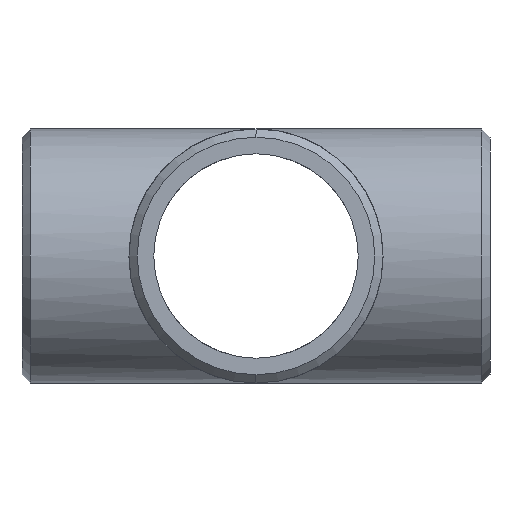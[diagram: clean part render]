
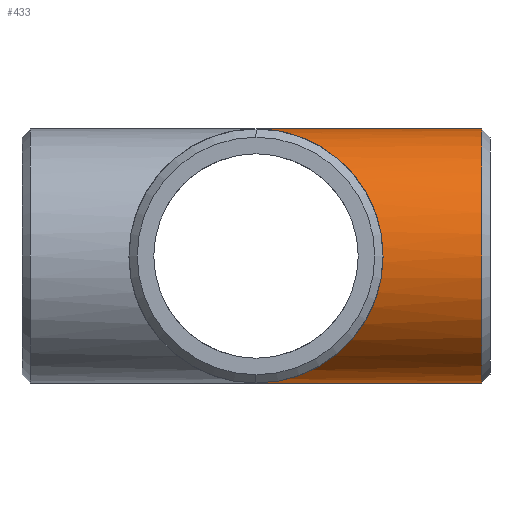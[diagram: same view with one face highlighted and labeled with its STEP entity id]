
A CAD part, left-side view. The second image highlights one B-rep face of the part: STEP entity #433.
In plain terms, the highlighted cylindrical face has radius 57 mm (diameter 114 mm), a partial arc.
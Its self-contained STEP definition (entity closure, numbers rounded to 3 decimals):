
#65 = CARTESIAN_POINT ( 'NONE',  ( 0., -101.29, -57. ) ) ;
#68 = CARTESIAN_POINT ( 'NONE',  ( 0., -101.29, 0. ) ) ;
#71 = CARTESIAN_POINT ( 'NONE',  ( 0., 0., -57. ) ) ;
#104 = EDGE_CURVE ( 'NONE', #249, #130, #507, .T. ) ;
#110 = EDGE_CURVE ( 'NONE', #130, #540, #628, .T. ) ;
#130 = VERTEX_POINT ( 'NONE', #552 ) ;
#178 = ORIENTED_EDGE ( 'NONE', *, *, #206, .T. ) ;
#190 = CARTESIAN_POINT ( 'NONE',  ( 0., -105., -57. ) ) ;
#198 = CARTESIAN_POINT ( 'NONE',  ( 0., 0., 57. ) ) ;
#206 = EDGE_CURVE ( 'NONE', #249, #343, #472, .T. ) ;
#249 = VERTEX_POINT ( 'NONE', #65 ) ;
#252 = CARTESIAN_POINT ( 'NONE',  ( -114., -114., -57. ) ) ;
#267 = DIRECTION ( 'NONE',  ( 0., 1., 0. ) ) ;
#272 = CARTESIAN_POINT ( 'NONE',  ( 0., -105., 0. ) ) ;
#289 = ORIENTED_EDGE ( 'NONE', *, *, #104, .F. ) ;
#306 = DIRECTION ( 'NONE',  ( 0., 1., 0. ) ) ;
#343 = VERTEX_POINT ( 'NONE', #579 ) ;
#390 = DIRECTION ( 'NONE',  ( 0., 1., 0. ) ) ;
#416 = LINE ( 'NONE', #790, #581 ) ;
#433 = ADVANCED_FACE ( 'NONE', ( #450 ), #633, .T. ) ;
#450 = FACE_OUTER_BOUND ( 'NONE', #493, .T. ) ;
#455 = VECTOR ( 'NONE', #267, 1000. ) ;
#472 = CIRCLE ( 'NONE', #737, 57. ) ;
#493 = EDGE_LOOP ( 'NONE', ( #178, #781, #775, #289 ) ) ;
#507 = LINE ( 'NONE', #190, #455 ) ;
#540 = VERTEX_POINT ( 'NONE', #582 ) ;
#549 = DIRECTION ( 'NONE',  ( 0., 1., 0. ) ) ;
#552 = CARTESIAN_POINT ( 'NONE',  ( 0., 0., -57. ) ) ;
#567 = AXIS2_PLACEMENT_3D ( 'NONE', #272, #390, #638 ) ;
#579 = CARTESIAN_POINT ( 'NONE',  ( 0., -101.29, 57. ) ) ;
#581 = VECTOR ( 'NONE', #549, 1000. ) ;
#582 = CARTESIAN_POINT ( 'NONE',  ( 0., 0., 57. ) ) ;
#628 =( BOUNDED_CURVE ( )  B_SPLINE_CURVE ( 3, ( #71, #252, #745, #198 ),
 .UNSPECIFIED., .F., .T. ) 
 B_SPLINE_CURVE_WITH_KNOTS ( ( 4, 4 ),
 ( 4.712, 7.854 ),
 .UNSPECIFIED. ) 
 CURVE ( )  GEOMETRIC_REPRESENTATION_ITEM ( )  RATIONAL_B_SPLINE_CURVE ( ( 1., 0.333, 0.333, 1. ) ) 
 REPRESENTATION_ITEM ( '' )  );
#633 = CYLINDRICAL_SURFACE ( 'NONE', #567, 57. ) ;
#638 = DIRECTION ( 'NONE',  ( 0., 0., -1. ) ) ;
#703 = EDGE_CURVE ( 'NONE', #343, #540, #416, .T. ) ;
#737 = AXIS2_PLACEMENT_3D ( 'NONE', #68, #306, #800 ) ;
#745 = CARTESIAN_POINT ( 'NONE',  ( -114., -114., 57. ) ) ;
#775 = ORIENTED_EDGE ( 'NONE', *, *, #110, .F. ) ;
#781 = ORIENTED_EDGE ( 'NONE', *, *, #703, .T. ) ;
#790 = CARTESIAN_POINT ( 'NONE',  ( 0., -105., 57. ) ) ;
#800 = DIRECTION ( 'NONE',  ( 0., 0., -1. ) ) ;
